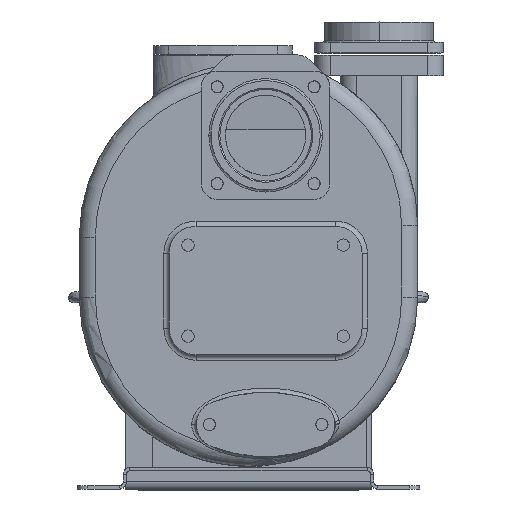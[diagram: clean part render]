
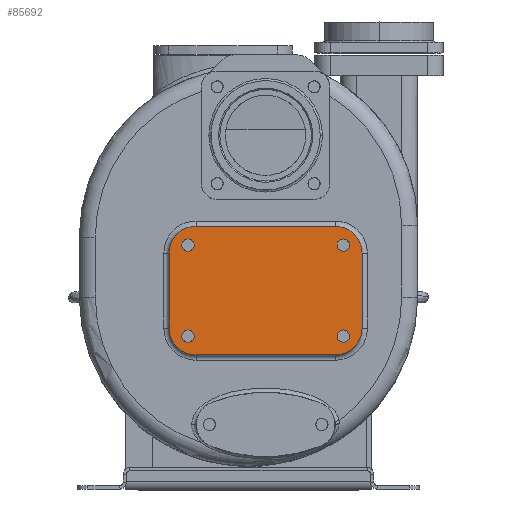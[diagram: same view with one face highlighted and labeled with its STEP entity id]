
A CAD part, top view. The second image highlights one B-rep face of the part: STEP entity #85692.
In plain terms, the highlighted planar face has unit normal (0, 0, 1).
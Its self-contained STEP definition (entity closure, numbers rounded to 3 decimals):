
#85321=CARTESIAN_POINT('',(-49.,130.,176.));
#85322=DIRECTION('',(0.,0.,-1.));
#85323=DIRECTION('',(0.,-1.,0.));
#85324=AXIS2_PLACEMENT_3D('',#85321,#85322,#85323);
#85326=DIRECTION('',(0.,1.,0.));
#85327=VECTOR('',#85326,70.);
#85328=CARTESIAN_POINT('',(-74.,130.,176.));
#85329=LINE('',#85328,#85327);
#85330=CARTESIAN_POINT('',(-49.,200.,176.));
#85331=DIRECTION('',(0.,0.,-1.));
#85332=DIRECTION('',(-1.,0.,0.));
#85333=AXIS2_PLACEMENT_3D('',#85330,#85331,#85332);
#85335=DIRECTION('',(1.,0.,0.));
#85336=VECTOR('',#85335,130.);
#85337=CARTESIAN_POINT('',(-49.,225.,176.));
#85338=LINE('',#85337,#85336);
#85339=CARTESIAN_POINT('',(81.,200.,176.));
#85340=DIRECTION('',(0.,0.,-1.));
#85341=DIRECTION('',(0.,1.,0.));
#85342=AXIS2_PLACEMENT_3D('',#85339,#85340,#85341);
#85344=DIRECTION('',(0.,-1.,0.));
#85345=VECTOR('',#85344,70.);
#85346=CARTESIAN_POINT('',(106.,200.,176.));
#85347=LINE('',#85346,#85345);
#85348=CARTESIAN_POINT('',(81.,130.,176.));
#85349=DIRECTION('',(0.,0.,-1.));
#85350=DIRECTION('',(1.,0.,0.));
#85351=AXIS2_PLACEMENT_3D('',#85348,#85349,#85350);
#85353=DIRECTION('',(-1.,0.,0.));
#85354=VECTOR('',#85353,130.);
#85355=CARTESIAN_POINT('',(81.,105.,176.));
#85356=LINE('',#85355,#85354);
#85357=CARTESIAN_POINT('',(88.5,122.5,176.));
#85358=DIRECTION('',(0.,0.,1.));
#85359=DIRECTION('',(1.,0.,0.));
#85360=AXIS2_PLACEMENT_3D('',#85357,#85358,#85359);
#85362=CARTESIAN_POINT('',(88.5,122.5,176.));
#85363=DIRECTION('',(0.,0.,1.));
#85364=DIRECTION('',(-1.,0.,0.));
#85365=AXIS2_PLACEMENT_3D('',#85362,#85363,#85364);
#85367=CARTESIAN_POINT('',(88.5,207.5,176.));
#85368=DIRECTION('',(0.,0.,1.));
#85369=DIRECTION('',(1.,0.,0.));
#85370=AXIS2_PLACEMENT_3D('',#85367,#85368,#85369);
#85372=CARTESIAN_POINT('',(88.5,207.5,176.));
#85373=DIRECTION('',(0.,0.,1.));
#85374=DIRECTION('',(-1.,0.,0.));
#85375=AXIS2_PLACEMENT_3D('',#85372,#85373,#85374);
#85377=CARTESIAN_POINT('',(-56.5,122.5,176.));
#85378=DIRECTION('',(0.,0.,1.));
#85379=DIRECTION('',(1.,0.,0.));
#85380=AXIS2_PLACEMENT_3D('',#85377,#85378,#85379);
#85382=CARTESIAN_POINT('',(-56.5,122.5,176.));
#85383=DIRECTION('',(0.,0.,1.));
#85384=DIRECTION('',(-1.,0.,0.));
#85385=AXIS2_PLACEMENT_3D('',#85382,#85383,#85384);
#85387=CARTESIAN_POINT('',(-56.5,207.5,176.));
#85388=DIRECTION('',(0.,0.,1.));
#85389=DIRECTION('',(1.,0.,0.));
#85390=AXIS2_PLACEMENT_3D('',#85387,#85388,#85389);
#85392=CARTESIAN_POINT('',(-56.5,207.5,176.));
#85393=DIRECTION('',(0.,0.,1.));
#85394=DIRECTION('',(-1.,0.,0.));
#85395=AXIS2_PLACEMENT_3D('',#85392,#85393,#85394);
#85461=CARTESIAN_POINT('',(94.25,122.5,176.));
#85462=CARTESIAN_POINT('',(82.75,122.5,176.));
#85463=VERTEX_POINT('',#85461);
#85464=VERTEX_POINT('',#85462);
#85465=CARTESIAN_POINT('',(94.25,207.5,176.));
#85466=CARTESIAN_POINT('',(82.75,207.5,176.));
#85467=VERTEX_POINT('',#85465);
#85468=VERTEX_POINT('',#85466);
#85469=CARTESIAN_POINT('',(-50.75,122.5,176.));
#85470=CARTESIAN_POINT('',(-62.25,122.5,176.));
#85471=VERTEX_POINT('',#85469);
#85472=VERTEX_POINT('',#85470);
#85473=CARTESIAN_POINT('',(-50.75,207.5,176.));
#85474=CARTESIAN_POINT('',(-62.25,207.5,176.));
#85475=VERTEX_POINT('',#85473);
#85476=VERTEX_POINT('',#85474);
#85477=CARTESIAN_POINT('',(-49.,105.,176.));
#85478=CARTESIAN_POINT('',(-74.,130.,176.));
#85479=VERTEX_POINT('',#85477);
#85480=VERTEX_POINT('',#85478);
#85481=CARTESIAN_POINT('',(-74.,200.,176.));
#85482=VERTEX_POINT('',#85481);
#85483=CARTESIAN_POINT('',(-49.,225.,176.));
#85484=VERTEX_POINT('',#85483);
#85485=CARTESIAN_POINT('',(81.,225.,176.));
#85486=VERTEX_POINT('',#85485);
#85487=CARTESIAN_POINT('',(106.,200.,176.));
#85488=VERTEX_POINT('',#85487);
#85489=CARTESIAN_POINT('',(106.,130.,176.));
#85490=VERTEX_POINT('',#85489);
#85491=CARTESIAN_POINT('',(81.,105.,176.));
#85492=VERTEX_POINT('',#85491);
#85653=CARTESIAN_POINT('',(16.,165.,176.));
#85654=DIRECTION('',(0.,0.,-1.));
#85655=DIRECTION('',(1.,0.,0.));
#85656=AXIS2_PLACEMENT_3D('',#85653,#85654,#85655);
#85657=PLANE('',#85656);
#85658=ORIENTED_EDGE('',*,*,#85564,.T.);
#85659=ORIENTED_EDGE('',*,*,#85578,.T.);
#85660=ORIENTED_EDGE('',*,*,#85592,.T.);
#85661=ORIENTED_EDGE('',*,*,#85606,.T.);
#85662=ORIENTED_EDGE('',*,*,#85620,.T.);
#85663=ORIENTED_EDGE('',*,*,#85634,.T.);
#85664=ORIENTED_EDGE('',*,*,#85647,.T.);
#85665=ORIENTED_EDGE('',*,*,#85502,.T.);
#85666=EDGE_LOOP('',(#85658,#85659,#85660,#85661,#85662,#85663,#85664,#85665));
#85667=FACE_OUTER_BOUND('',#85666,.F.);
#85669=ORIENTED_EDGE('',*,*,#85668,.T.);
#85671=ORIENTED_EDGE('',*,*,#85670,.T.);
#85672=EDGE_LOOP('',(#85669,#85671));
#85673=FACE_BOUND('',#85672,.F.);
#85675=ORIENTED_EDGE('',*,*,#85674,.T.);
#85677=ORIENTED_EDGE('',*,*,#85676,.T.);
#85678=EDGE_LOOP('',(#85675,#85677));
#85679=FACE_BOUND('',#85678,.F.);
#85681=ORIENTED_EDGE('',*,*,#85680,.T.);
#85683=ORIENTED_EDGE('',*,*,#85682,.T.);
#85684=EDGE_LOOP('',(#85681,#85683));
#85685=FACE_BOUND('',#85684,.F.);
#85687=ORIENTED_EDGE('',*,*,#85686,.T.);
#85689=ORIENTED_EDGE('',*,*,#85688,.T.);
#85690=EDGE_LOOP('',(#85687,#85689));
#85691=FACE_BOUND('',#85690,.F.);
#85692=ADVANCED_FACE('',(#85667,#85673,#85679,#85685,#85691),#85657,.F.);
#85325=CIRCLE('',#85324,25.);
#85334=CIRCLE('',#85333,25.);
#85343=CIRCLE('',#85342,25.);
#85352=CIRCLE('',#85351,25.);
#85361=CIRCLE('',#85360,5.75);
#85366=CIRCLE('',#85365,5.75);
#85371=CIRCLE('',#85370,5.75);
#85376=CIRCLE('',#85375,5.75);
#85381=CIRCLE('',#85380,5.75);
#85386=CIRCLE('',#85385,5.75);
#85391=CIRCLE('',#85390,5.75);
#85396=CIRCLE('',#85395,5.75);
#85502=EDGE_CURVE('',#85492,#85479,#85356,.T.);
#85564=EDGE_CURVE('',#85479,#85480,#85325,.T.);
#85578=EDGE_CURVE('',#85480,#85482,#85329,.T.);
#85592=EDGE_CURVE('',#85482,#85484,#85334,.T.);
#85606=EDGE_CURVE('',#85484,#85486,#85338,.T.);
#85620=EDGE_CURVE('',#85486,#85488,#85343,.T.);
#85634=EDGE_CURVE('',#85488,#85490,#85347,.T.);
#85647=EDGE_CURVE('',#85490,#85492,#85352,.T.);
#85668=EDGE_CURVE('',#85463,#85464,#85361,.T.);
#85670=EDGE_CURVE('',#85464,#85463,#85366,.T.);
#85674=EDGE_CURVE('',#85467,#85468,#85371,.T.);
#85676=EDGE_CURVE('',#85468,#85467,#85376,.T.);
#85680=EDGE_CURVE('',#85471,#85472,#85381,.T.);
#85682=EDGE_CURVE('',#85472,#85471,#85386,.T.);
#85686=EDGE_CURVE('',#85475,#85476,#85391,.T.);
#85688=EDGE_CURVE('',#85476,#85475,#85396,.T.);
